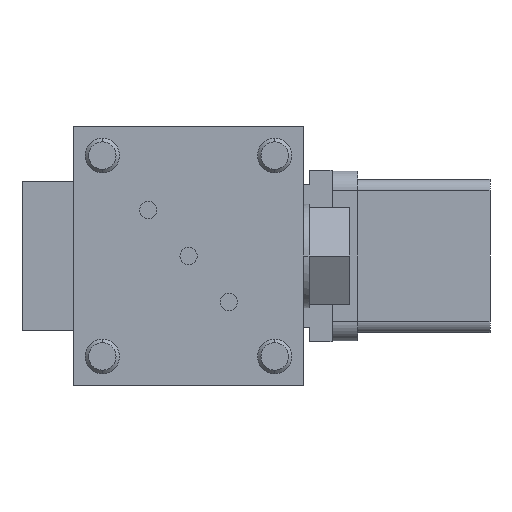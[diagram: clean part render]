
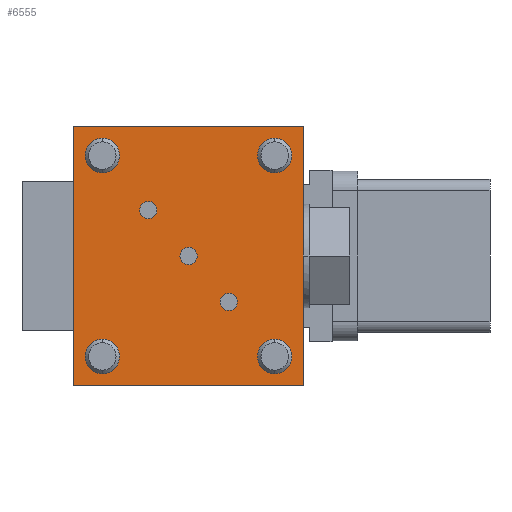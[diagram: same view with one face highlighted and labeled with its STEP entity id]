
A CAD part, front view. The second image highlights one B-rep face of the part: STEP entity #6555.
In plain terms, the highlighted planar face has unit normal (0, -1, 0).
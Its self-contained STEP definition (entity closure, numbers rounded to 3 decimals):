
#2847=DIRECTION('',(0.,0.,1.));
#2848=VECTOR('',#2847,45.);
#2849=CARTESIAN_POINT('',(0.,0.,0.));
#2850=LINE('',#2849,#2848);
#2854=DIRECTION('',(1.,0.,0.));
#2855=VECTOR('',#2854,40.);
#2856=CARTESIAN_POINT('',(0.,0.,45.));
#2857=LINE('',#2856,#2855);
#2861=DIRECTION('',(0.,0.,-1.));
#2862=VECTOR('',#2861,45.);
#2863=CARTESIAN_POINT('',(40.,0.,45.));
#2864=LINE('',#2863,#2862);
#2868=DIRECTION('',(-1.,0.,0.));
#2869=VECTOR('',#2868,40.);
#2870=CARTESIAN_POINT('',(40.,0.,0.));
#2871=LINE('',#2870,#2869);
#2875=CARTESIAN_POINT('',(27.,0.,14.5));
#2876=DIRECTION('',(0.,-1.,0.));
#2877=DIRECTION('',(-1.,0.,0.));
#2878=AXIS2_PLACEMENT_3D('',#2875,#2876,#2877);
#2883=CARTESIAN_POINT('',(27.,0.,14.5));
#2884=DIRECTION('',(0.,-1.,0.));
#2885=DIRECTION('',(1.,0.,0.));
#2886=AXIS2_PLACEMENT_3D('',#2883,#2884,#2885);
#2891=CARTESIAN_POINT('',(20.,0.,22.5));
#2892=DIRECTION('',(0.,-1.,0.));
#2893=DIRECTION('',(-1.,0.,0.));
#2894=AXIS2_PLACEMENT_3D('',#2891,#2892,#2893);
#2899=CARTESIAN_POINT('',(20.,0.,22.5));
#2900=DIRECTION('',(0.,-1.,0.));
#2901=DIRECTION('',(1.,0.,0.));
#2902=AXIS2_PLACEMENT_3D('',#2899,#2900,#2901);
#2907=CARTESIAN_POINT('',(13.,0.,30.5));
#2908=DIRECTION('',(0.,-1.,0.));
#2909=DIRECTION('',(-1.,0.,0.));
#2910=AXIS2_PLACEMENT_3D('',#2907,#2908,#2909);
#2915=CARTESIAN_POINT('',(13.,0.,30.5));
#2916=DIRECTION('',(0.,-1.,0.));
#2917=DIRECTION('',(1.,0.,0.));
#2918=AXIS2_PLACEMENT_3D('',#2915,#2916,#2917);
#2923=CARTESIAN_POINT('',(35.,0.,40.));
#2924=DIRECTION('',(0.,-1.,0.));
#2925=DIRECTION('',(0.,0.,-1.));
#2926=AXIS2_PLACEMENT_3D('',#2923,#2924,#2925);
#2931=CARTESIAN_POINT('',(35.,0.,40.));
#2932=DIRECTION('',(0.,-1.,0.));
#2933=DIRECTION('',(0.,0.,1.));
#2934=AXIS2_PLACEMENT_3D('',#2931,#2932,#2933);
#2939=CARTESIAN_POINT('',(35.,0.,5.));
#2940=DIRECTION('',(0.,-1.,0.));
#2941=DIRECTION('',(0.,0.,-1.));
#2942=AXIS2_PLACEMENT_3D('',#2939,#2940,#2941);
#2947=CARTESIAN_POINT('',(35.,0.,5.));
#2948=DIRECTION('',(0.,-1.,0.));
#2949=DIRECTION('',(0.,0.,1.));
#2950=AXIS2_PLACEMENT_3D('',#2947,#2948,#2949);
#2955=CARTESIAN_POINT('',(5.,0.,40.));
#2956=DIRECTION('',(0.,-1.,0.));
#2957=DIRECTION('',(0.,0.,-1.));
#2958=AXIS2_PLACEMENT_3D('',#2955,#2956,#2957);
#2963=CARTESIAN_POINT('',(5.,0.,40.));
#2964=DIRECTION('',(0.,-1.,0.));
#2965=DIRECTION('',(0.,0.,1.));
#2966=AXIS2_PLACEMENT_3D('',#2963,#2964,#2965);
#2971=CARTESIAN_POINT('',(5.,0.,5.));
#2972=DIRECTION('',(0.,-1.,0.));
#2973=DIRECTION('',(0.,0.,-1.));
#2974=AXIS2_PLACEMENT_3D('',#2971,#2972,#2973);
#2979=CARTESIAN_POINT('',(5.,0.,5.));
#2980=DIRECTION('',(0.,-1.,0.));
#2981=DIRECTION('',(0.,0.,1.));
#2982=AXIS2_PLACEMENT_3D('',#2979,#2980,#2981);
#3611=CARTESIAN_POINT('',(40.,0.,0.));
#3612=VERTEX_POINT('',#3611);
#3613=CARTESIAN_POINT('',(40.,0.,45.));
#3614=VERTEX_POINT('',#3613);
#3703=CARTESIAN_POINT('',(0.,0.,0.));
#3704=VERTEX_POINT('',#3703);
#3711=CARTESIAN_POINT('',(0.,0.,45.));
#3712=VERTEX_POINT('',#3711);
#4006=CARTESIAN_POINT('',(25.5,0.,14.5));
#4007=CARTESIAN_POINT('',(28.5,0.,14.5));
#4008=VERTEX_POINT('',#4006);
#4009=VERTEX_POINT('',#4007);
#4010=CARTESIAN_POINT('',(18.5,0.,22.5));
#4011=CARTESIAN_POINT('',(21.5,0.,22.5));
#4012=VERTEX_POINT('',#4010);
#4013=VERTEX_POINT('',#4011);
#4014=CARTESIAN_POINT('',(11.5,0.,30.5));
#4015=CARTESIAN_POINT('',(14.5,0.,30.5));
#4016=VERTEX_POINT('',#4014);
#4017=VERTEX_POINT('',#4015);
#4018=CARTESIAN_POINT('',(35.,0.,37.));
#4019=CARTESIAN_POINT('',(35.,0.,43.));
#4020=VERTEX_POINT('',#4018);
#4021=VERTEX_POINT('',#4019);
#4022=CARTESIAN_POINT('',(35.,0.,2.));
#4023=CARTESIAN_POINT('',(35.,0.,8.));
#4024=VERTEX_POINT('',#4022);
#4025=VERTEX_POINT('',#4023);
#4026=CARTESIAN_POINT('',(5.,0.,37.));
#4027=CARTESIAN_POINT('',(5.,0.,43.));
#4028=VERTEX_POINT('',#4026);
#4029=VERTEX_POINT('',#4027);
#4030=CARTESIAN_POINT('',(5.,0.,2.));
#4031=CARTESIAN_POINT('',(5.,0.,8.));
#4032=VERTEX_POINT('',#4030);
#4033=VERTEX_POINT('',#4031);
#6502=CARTESIAN_POINT('',(0.,0.,0.));
#6503=DIRECTION('',(0.,1.,0.));
#6504=DIRECTION('',(0.,0.,1.));
#6505=AXIS2_PLACEMENT_3D('',#6502,#6503,#6504);
#6506=PLANE('',#6505);
#6507=ORIENTED_EDGE('',*,*,#4945,.T.);
#6508=ORIENTED_EDGE('',*,*,#6494,.T.);
#6509=ORIENTED_EDGE('',*,*,#4374,.T.);
#6510=ORIENTED_EDGE('',*,*,#4909,.T.);
#6511=EDGE_LOOP('',(#6507,#6508,#6509,#6510));
#6512=FACE_OUTER_BOUND('',#6511,.F.);
#6514=ORIENTED_EDGE('',*,*,#6513,.T.);
#6516=ORIENTED_EDGE('',*,*,#6515,.T.);
#6517=EDGE_LOOP('',(#6514,#6516));
#6518=FACE_BOUND('',#6517,.F.);
#6520=ORIENTED_EDGE('',*,*,#6519,.T.);
#6522=ORIENTED_EDGE('',*,*,#6521,.T.);
#6523=EDGE_LOOP('',(#6520,#6522));
#6524=FACE_BOUND('',#6523,.F.);
#6526=ORIENTED_EDGE('',*,*,#6525,.T.);
#6528=ORIENTED_EDGE('',*,*,#6527,.T.);
#6529=EDGE_LOOP('',(#6526,#6528));
#6530=FACE_BOUND('',#6529,.F.);
#6532=ORIENTED_EDGE('',*,*,#6531,.T.);
#6534=ORIENTED_EDGE('',*,*,#6533,.T.);
#6535=EDGE_LOOP('',(#6532,#6534));
#6536=FACE_BOUND('',#6535,.F.);
#6538=ORIENTED_EDGE('',*,*,#6537,.T.);
#6540=ORIENTED_EDGE('',*,*,#6539,.T.);
#6541=EDGE_LOOP('',(#6538,#6540));
#6542=FACE_BOUND('',#6541,.F.);
#6544=ORIENTED_EDGE('',*,*,#6543,.T.);
#6546=ORIENTED_EDGE('',*,*,#6545,.T.);
#6547=EDGE_LOOP('',(#6544,#6546));
#6548=FACE_BOUND('',#6547,.F.);
#6550=ORIENTED_EDGE('',*,*,#6549,.T.);
#6552=ORIENTED_EDGE('',*,*,#6551,.T.);
#6553=EDGE_LOOP('',(#6550,#6552));
#6554=FACE_BOUND('',#6553,.F.);
#6555=ADVANCED_FACE('',(#6512,#6518,#6524,#6530,#6536,#6542,#6548,#6554),#6506,
.F.);
#2879=CIRCLE('',#2878,1.5);
#2887=CIRCLE('',#2886,1.5);
#2895=CIRCLE('',#2894,1.5);
#2903=CIRCLE('',#2902,1.5);
#2911=CIRCLE('',#2910,1.5);
#2919=CIRCLE('',#2918,1.5);
#2927=CIRCLE('',#2926,3.);
#2935=CIRCLE('',#2934,3.);
#2943=CIRCLE('',#2942,3.);
#2951=CIRCLE('',#2950,3.);
#2959=CIRCLE('',#2958,3.);
#2967=CIRCLE('',#2966,3.);
#2975=CIRCLE('',#2974,3.);
#2983=CIRCLE('',#2982,3.);
#4374=EDGE_CURVE('',#3614,#3612,#2864,.T.);
#4909=EDGE_CURVE('',#3612,#3704,#2871,.T.);
#4945=EDGE_CURVE('',#3704,#3712,#2850,.T.);
#6494=EDGE_CURVE('',#3712,#3614,#2857,.T.);
#6513=EDGE_CURVE('',#4008,#4009,#2879,.T.);
#6515=EDGE_CURVE('',#4009,#4008,#2887,.T.);
#6519=EDGE_CURVE('',#4012,#4013,#2895,.T.);
#6521=EDGE_CURVE('',#4013,#4012,#2903,.T.);
#6525=EDGE_CURVE('',#4016,#4017,#2911,.T.);
#6527=EDGE_CURVE('',#4017,#4016,#2919,.T.);
#6531=EDGE_CURVE('',#4020,#4021,#2927,.T.);
#6533=EDGE_CURVE('',#4021,#4020,#2935,.T.);
#6537=EDGE_CURVE('',#4024,#4025,#2943,.T.);
#6539=EDGE_CURVE('',#4025,#4024,#2951,.T.);
#6543=EDGE_CURVE('',#4028,#4029,#2959,.T.);
#6545=EDGE_CURVE('',#4029,#4028,#2967,.T.);
#6549=EDGE_CURVE('',#4032,#4033,#2975,.T.);
#6551=EDGE_CURVE('',#4033,#4032,#2983,.T.);
